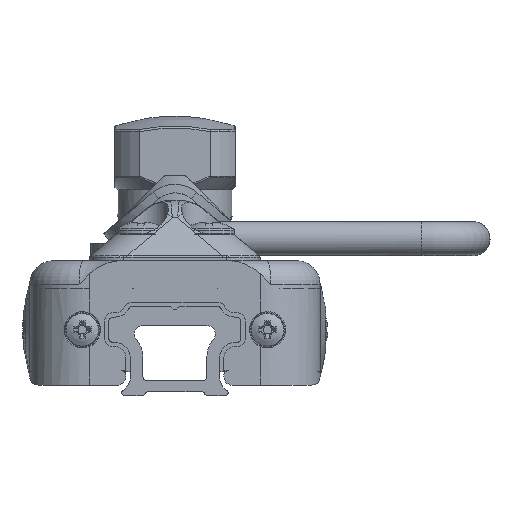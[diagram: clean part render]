
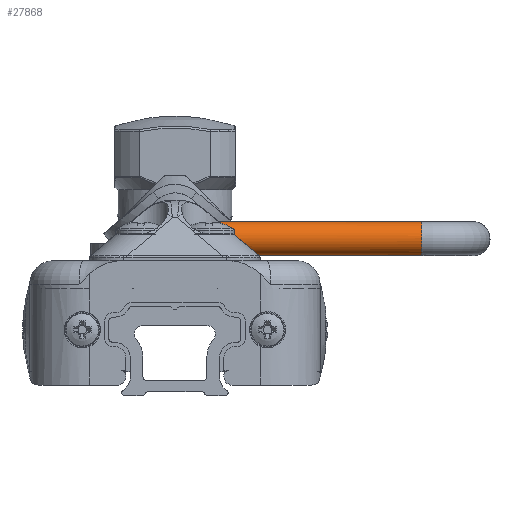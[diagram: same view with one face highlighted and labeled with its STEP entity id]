
A CAD part, left-side view. The second image highlights one B-rep face of the part: STEP entity #27868.
In plain terms, the highlighted cylindrical face has radius 4 mm (diameter 8 mm), a full revolution.
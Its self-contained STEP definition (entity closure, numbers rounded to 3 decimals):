
#995=B_SPLINE_CURVE_WITH_KNOTS('',3,(#47788,#47789,#47790,#47791,#47792,
#47793),.UNSPECIFIED.,.F.,.F.,(4,2,4),(0.68,0.693,
0.705),.UNSPECIFIED.);
#997=B_SPLINE_CURVE_WITH_KNOTS('',3,(#47803,#47804,#47805,#47806,#47807,
#47808),.UNSPECIFIED.,.F.,.F.,(4,2,4),(2.065,2.078,
2.09),.UNSPECIFIED.);
#1001=B_SPLINE_CURVE_WITH_KNOTS('',3,(#47922,#47923,#47924,#47925,#47926,
#47927,#47928,#47929,#47930,#47931,#47932,#47933,#47934,#47935,#47936,#47937,
#47938,#47939,#47940,#47941,#47942,#47943),.UNSPECIFIED.,.F.,.F.,(4,3,3,
3,3,3,3,4),(-2.714,-2.331,-1.948,-1.565,
-1.182,-0.8,-0.417,-0.034),
 .UNSPECIFIED.);
#1004=B_SPLINE_CURVE_WITH_KNOTS('',3,(#48059,#48060,#48061,#48062,#48063,
#48064,#48065,#48066,#48067,#48068,#48069,#48070,#48071,#48072,#48073,#48074,
#48075,#48076,#48077,#48078,#48079,#48080),.UNSPECIFIED.,.F.,.F.,(4,3,3,
3,3,3,3,4),(-2.714,-2.331,-1.948,-1.565,
-1.182,-0.8,-0.417,-0.034),
 .UNSPECIFIED.);
#5349=FACE_BOUND('',#8391,.T.);
#5669=CYLINDRICAL_SURFACE('',#30397,4.);
#6720=FACE_OUTER_BOUND('',#8390,.T.);
#8390=EDGE_LOOP('',(#22649,#22650,#22651,#22652));
#8391=EDGE_LOOP('',(#22653));
#10056=CIRCLE('',#30398,4.);
#12379=VERTEX_POINT('',#47772);
#12381=VERTEX_POINT('',#47781);
#12382=VERTEX_POINT('',#47794);
#12384=VERTEX_POINT('',#47802);
#12387=VERTEX_POINT('',#48127);
#16016=EDGE_CURVE('',#12379,#12381,#995,.T.);
#16018=EDGE_CURVE('',#12384,#12382,#997,.T.);
#16023=EDGE_CURVE('',#12384,#12381,#1001,.T.);
#16027=EDGE_CURVE('',#12379,#12382,#1004,.T.);
#16028=EDGE_CURVE('',#12387,#12387,#10056,.T.);
#22649=ORIENTED_EDGE('',*,*,#16016,.T.);
#22650=ORIENTED_EDGE('',*,*,#16023,.F.);
#22651=ORIENTED_EDGE('',*,*,#16018,.T.);
#22652=ORIENTED_EDGE('',*,*,#16027,.F.);
#22653=ORIENTED_EDGE('',*,*,#16028,.F.);
#27868=ADVANCED_FACE('',(#6720,#5349),#5669,.T.);
#30397=AXIS2_PLACEMENT_3D('',#48126,#36678,#36679);
#30398=AXIS2_PLACEMENT_3D('',#48128,#36680,#36681);
#36678=DIRECTION('center_axis',(0.,1.,0.));
#36679=DIRECTION('ref_axis',(0.,0.,
-1.));
#36680=DIRECTION('center_axis',(0.,-1.,0.));
#36681=DIRECTION('ref_axis',(0.,0.,
-1.));
#47772=CARTESIAN_POINT('',(-16.006,-4.248,21.528));
#47781=CARTESIAN_POINT('',(-16.006,-4.248,21.272));
#47788=CARTESIAN_POINT('Ctrl Pts',(-16.006,-4.248,
21.528));
#47789=CARTESIAN_POINT('Ctrl Pts',(-16.007,-4.249,
21.485));
#47790=CARTESIAN_POINT('Ctrl Pts',(-16.008,-4.25,
21.443));
#47791=CARTESIAN_POINT('Ctrl Pts',(-16.008,-4.25,
21.357));
#47792=CARTESIAN_POINT('Ctrl Pts',(-16.007,-4.249,21.315));
#47793=CARTESIAN_POINT('Ctrl Pts',(-16.006,-4.248,21.272));
#47794=CARTESIAN_POINT('',(-8.01,-4.248,21.528));
#47802=CARTESIAN_POINT('',(-8.01,-4.248,21.272));
#47803=CARTESIAN_POINT('Ctrl Pts',(-8.01,-4.248,21.272));
#47804=CARTESIAN_POINT('Ctrl Pts',(-8.008,-4.249,
21.315));
#47805=CARTESIAN_POINT('Ctrl Pts',(-8.008,-4.25,
21.357));
#47806=CARTESIAN_POINT('Ctrl Pts',(-8.008,-4.25,
21.443));
#47807=CARTESIAN_POINT('Ctrl Pts',(-8.008,-4.249,
21.485));
#47808=CARTESIAN_POINT('Ctrl Pts',(-8.01,-4.248,
21.528));
#47922=CARTESIAN_POINT('Ctrl Pts',(-8.01,-4.248,
21.272));
#47923=CARTESIAN_POINT('Ctrl Pts',(-8.025,-5.124,
20.807));
#47924=CARTESIAN_POINT('Ctrl Pts',(-8.129,-5.863,
20.277));
#47925=CARTESIAN_POINT('Ctrl Pts',(-8.357,-6.492,
19.766));
#47926=CARTESIAN_POINT('Ctrl Pts',(-8.585,-7.12,
19.255));
#47927=CARTESIAN_POINT('Ctrl Pts',(-8.937,-7.638,18.764));
#47928=CARTESIAN_POINT('Ctrl Pts',(-9.4,-8.033,
18.367));
#47929=CARTESIAN_POINT('Ctrl Pts',(-9.862,-8.429,
17.97));
#47930=CARTESIAN_POINT('Ctrl Pts',(-10.436,-8.703,
17.667));
#47931=CARTESIAN_POINT('Ctrl Pts',(-11.055,-8.84,
17.515));
#47932=CARTESIAN_POINT('Ctrl Pts',(-11.675,-8.978,
17.364));
#47933=CARTESIAN_POINT('Ctrl Pts',(-12.34,-8.978,
17.363));
#47934=CARTESIAN_POINT('Ctrl Pts',(-12.959,-8.841,
17.514));
#47935=CARTESIAN_POINT('Ctrl Pts',(-13.579,-8.704,17.666));
#47936=CARTESIAN_POINT('Ctrl Pts',(-14.154,-8.428,
17.97));
#47937=CARTESIAN_POINT('Ctrl Pts',(-14.617,-8.032,
18.368));
#47938=CARTESIAN_POINT('Ctrl Pts',(-15.079,-7.637,18.765));
#47939=CARTESIAN_POINT('Ctrl Pts',(-15.431,-7.12,
19.256));
#47940=CARTESIAN_POINT('Ctrl Pts',(-15.658,-6.492,
19.766));
#47941=CARTESIAN_POINT('Ctrl Pts',(-15.886,-5.863,
20.277));
#47942=CARTESIAN_POINT('Ctrl Pts',(-15.991,-5.124,
20.807));
#47943=CARTESIAN_POINT('Ctrl Pts',(-16.006,-4.248,
21.272));
#48059=CARTESIAN_POINT('Ctrl Pts',(-16.006,-4.248,
21.528));
#48060=CARTESIAN_POINT('Ctrl Pts',(-15.991,-5.124,
21.993));
#48061=CARTESIAN_POINT('Ctrl Pts',(-15.887,-5.863,
22.523));
#48062=CARTESIAN_POINT('Ctrl Pts',(-15.659,-6.491,
23.033));
#48063=CARTESIAN_POINT('Ctrl Pts',(-15.431,-7.12,
23.544));
#48064=CARTESIAN_POINT('Ctrl Pts',(-15.079,-7.637,
24.035));
#48065=CARTESIAN_POINT('Ctrl Pts',(-14.616,-8.033,
24.433));
#48066=CARTESIAN_POINT('Ctrl Pts',(-14.152,-8.429,
24.831));
#48067=CARTESIAN_POINT('Ctrl Pts',(-13.578,-8.704,
25.134));
#48068=CARTESIAN_POINT('Ctrl Pts',(-12.959,-8.841,25.286));
#48069=CARTESIAN_POINT('Ctrl Pts',(-12.339,-8.978,
25.437));
#48070=CARTESIAN_POINT('Ctrl Pts',(-11.674,-8.978,
25.436));
#48071=CARTESIAN_POINT('Ctrl Pts',(-11.055,-8.84,
25.285));
#48072=CARTESIAN_POINT('Ctrl Pts',(-10.436,-8.703,
25.133));
#48073=CARTESIAN_POINT('Ctrl Pts',(-9.862,-8.429,
24.83));
#48074=CARTESIAN_POINT('Ctrl Pts',(-9.4,-8.033,
24.433));
#48075=CARTESIAN_POINT('Ctrl Pts',(-8.937,-7.638,
24.036));
#48076=CARTESIAN_POINT('Ctrl Pts',(-8.585,-7.12,
23.545));
#48077=CARTESIAN_POINT('Ctrl Pts',(-8.357,-6.492,
23.034));
#48078=CARTESIAN_POINT('Ctrl Pts',(-8.129,-5.864,
22.523));
#48079=CARTESIAN_POINT('Ctrl Pts',(-8.025,-5.124,
21.993));
#48080=CARTESIAN_POINT('Ctrl Pts',(-8.01,-4.248,21.528));
#48126=CARTESIAN_POINT('Origin',(-12.008,-58.,21.4));
#48127=CARTESIAN_POINT('',(-12.008,-58.,25.4));
#48128=CARTESIAN_POINT('Origin',(-12.008,-58.,21.4));
